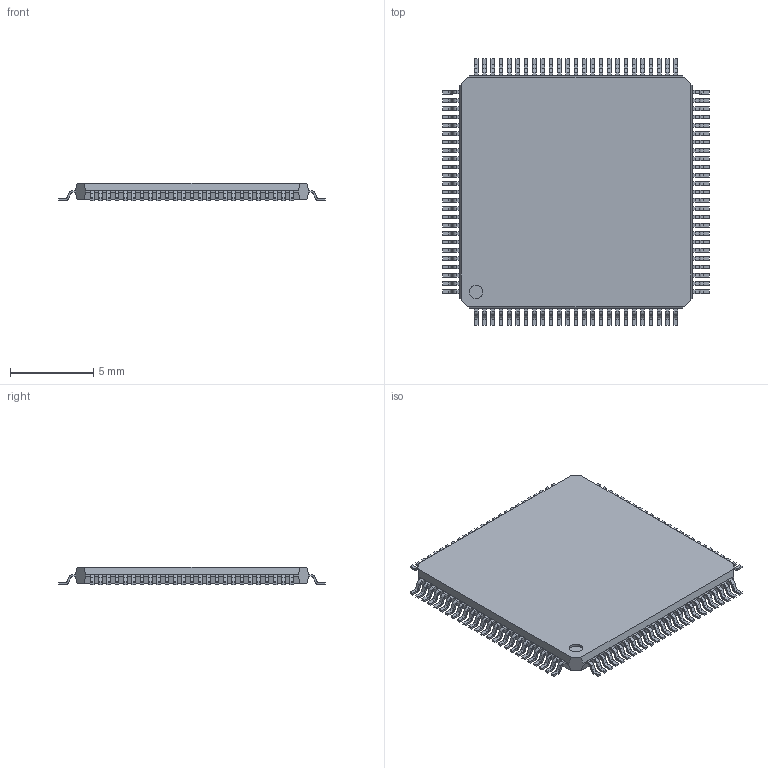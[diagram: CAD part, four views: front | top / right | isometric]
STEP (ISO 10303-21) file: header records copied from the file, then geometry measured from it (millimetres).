
FILE_DESCRIPTION (( 'STEP AP214' ), '1' );
FILE_NAME ('User Library-TQFP-100_14X14.STEP', '2012-05-06T09:34:52', ( 'SysAdmin' ), ( 'SolidWorks' ), 'SwSTEP 2.0', 'SolidWorks 2012', '' );
FILE_SCHEMA (( 'AUTOMOTIVE_DESIGN' ));
Length unit declared in the file: millimetre
Products named in the file (3): User Library-TQFP-100_14X14; User Library-TQFP-100_14X14_pins_TQFP_pin_TQFP_022_1; User Library-TQFP-100_14X14_body_10x1_TQFP_14x14_1
Assembly tree (101 placements, depth 2):
  User Library-TQFP-100_14X14
    User Library-TQFP-100_14X14_pins_TQFP_pin_TQFP_022_1  x100
    User Library-TQFP-100_14X14_body_10x1_TQFP_14x14_1
Bounding box: 16 x 16 x 1.06 mm (x, y, z)
Volume: 196.4 mm3; surface area: 528.6 mm2
Topology: 101 solids, 101 shells, 1421 faces, 3654 edges, 2436 vertices
Faces by surface type: plane 1019, cylinder 402
Entity records: 2343 total; most frequent: DIRECTION 380, CARTESIAN_POINT 289, ORIENTED_EDGE 180, AXIS2_PLACEMENT_3D 151, PRODUCT_DEFINITION_SHAPE 104, ITEM_DEFINED_TRANSFORMATION 101, CONTEXT_DEPENDENT_SHAPE_REPRESENTATION 101, NEXT_ASSEMBLY_USAGE_OCCURRENCE 101
